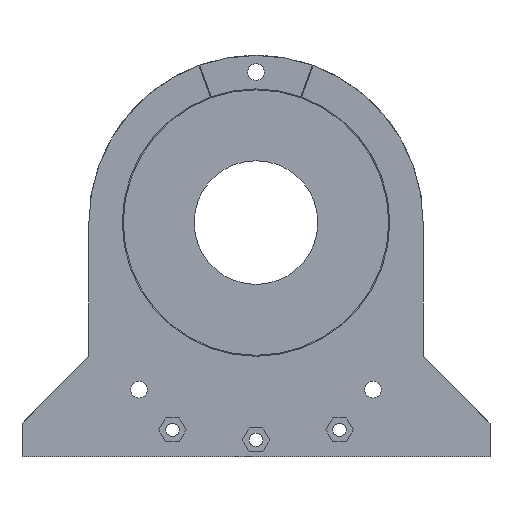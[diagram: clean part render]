
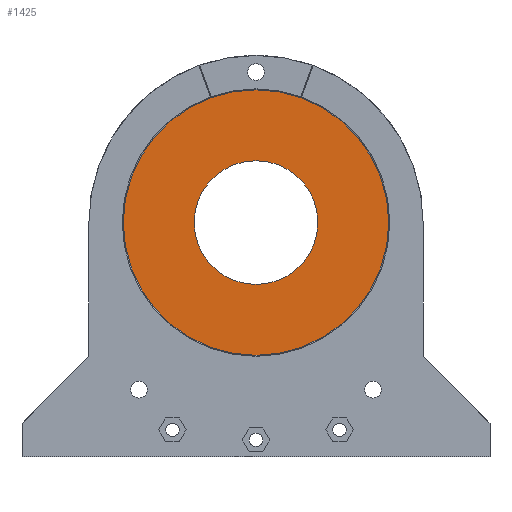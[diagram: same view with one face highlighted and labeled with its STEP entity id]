
A CAD part, front view. The second image highlights one B-rep face of the part: STEP entity #1425.
In plain terms, the highlighted planar face has unit normal (0, -1, 0).
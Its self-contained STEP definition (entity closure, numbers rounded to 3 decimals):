
#1=CARTESIAN_POINT('',(0.,0.,0.));
#2=DIRECTION('',(0.,-1.,0.));
#3=DIRECTION('',(1.,0.,0.));
#4=AXIS2_PLACEMENT_3D('',#1,#2,#3);
#6=CARTESIAN_POINT('',(0.,0.,0.));
#7=DIRECTION('',(0.,-1.,0.));
#8=DIRECTION('',(-1.,0.,0.));
#9=AXIS2_PLACEMENT_3D('',#6,#7,#8);
#11=CARTESIAN_POINT('',(0.,0.,0.));
#12=DIRECTION('',(0.,1.,0.));
#13=DIRECTION('',(-0.342,0.,0.94));
#14=AXIS2_PLACEMENT_3D('',#11,#12,#13);
#16=CARTESIAN_POINT('',(0.,0.,0.));
#17=DIRECTION('',(0.,1.,0.));
#18=DIRECTION('',(0.342,0.,0.94));
#19=AXIS2_PLACEMENT_3D('',#16,#17,#18);
#1108=CARTESIAN_POINT('',(18.5,0.,0.));
#1109=CARTESIAN_POINT('',(-18.5,0.,0.));
#1110=VERTEX_POINT('',#1108);
#1111=VERTEX_POINT('',#1109);
#1252=CARTESIAN_POINT('',(-13.578,0.,37.306));
#1253=CARTESIAN_POINT('',(13.578,0.,37.306));
#1254=VERTEX_POINT('',#1252);
#1255=VERTEX_POINT('',#1253);
#1408=CARTESIAN_POINT('',(0.,0.,0.));
#1409=DIRECTION('',(0.,1.,0.));
#1410=DIRECTION('',(1.,0.,0.));
#1411=AXIS2_PLACEMENT_3D('',#1408,#1409,#1410);
#1412=PLANE('',#1411);
#1414=ORIENTED_EDGE('',*,*,#1413,.T.);
#1416=ORIENTED_EDGE('',*,*,#1415,.T.);
#1417=EDGE_LOOP('',(#1414,#1416));
#1418=FACE_OUTER_BOUND('',#1417,.F.);
#1420=ORIENTED_EDGE('',*,*,#1419,.T.);
#1422=ORIENTED_EDGE('',*,*,#1421,.T.);
#1423=EDGE_LOOP('',(#1420,#1422));
#1424=FACE_BOUND('',#1423,.F.);
#1425=ADVANCED_FACE('',(#1418,#1424),#1412,.F.);
#5=CIRCLE('',#4,18.5);
#10=CIRCLE('',#9,18.5);
#15=CIRCLE('',#14,39.7);
#20=CIRCLE('',#19,39.7);
#1413=EDGE_CURVE('',#1254,#1255,#15,.T.);
#1415=EDGE_CURVE('',#1255,#1254,#20,.T.);
#1419=EDGE_CURVE('',#1110,#1111,#5,.T.);
#1421=EDGE_CURVE('',#1111,#1110,#10,.T.);
